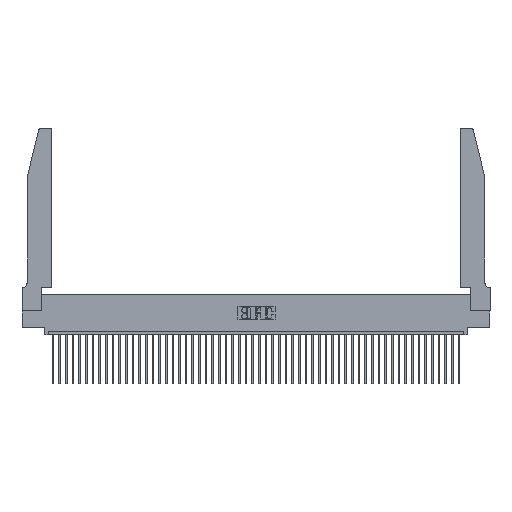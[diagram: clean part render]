
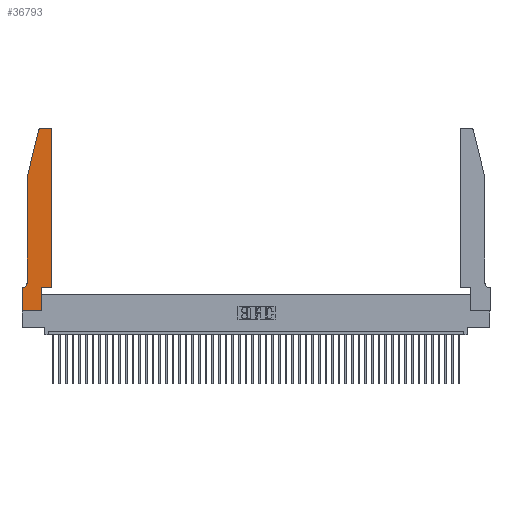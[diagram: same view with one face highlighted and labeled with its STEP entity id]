
A CAD part, top view. The second image highlights one B-rep face of the part: STEP entity #36793.
In plain terms, the highlighted planar face has unit normal (0, 0, 1).
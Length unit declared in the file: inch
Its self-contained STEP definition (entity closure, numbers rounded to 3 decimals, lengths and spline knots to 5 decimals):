
#633 = AXIS2_PLACEMENT_3D ( 'NONE', #42815, #27727, #31504 ) ;
#1066 = VERTEX_POINT ( 'NONE', #12309 ) ;
#1517 = VECTOR ( 'NONE', #17755, 39.37008 ) ;
#1888 = LINE ( 'NONE', #15735, #15987 ) ;
#3029 = DIRECTION ( 'NONE',  ( 0., 1., 0. ) ) ;
#3500 = CIRCLE ( 'NONE', #24295, 0.03 ) ;
#4034 = ORIENTED_EDGE ( 'NONE', *, *, #27011, .T. ) ;
#4322 = VECTOR ( 'NONE', #3029, 39.37008 ) ;
#5086 = DIRECTION ( 'NONE',  ( -0.239, -0.971, 0. ) ) ;
#5735 = PLANE ( 'NONE',  #29005 ) ;
#6986 = EDGE_CURVE ( 'NONE', #45474, #26575, #35913, .T. ) ;
#7075 = EDGE_CURVE ( 'NONE', #30629, #22598, #3500, .T. ) ;
#8195 = LINE ( 'NONE', #48440, #37159 ) ;
#8388 = DIRECTION ( 'NONE',  ( 1., 0., 0. ) ) ;
#8454 = DIRECTION ( 'NONE',  ( 0., 1., 0. ) ) ;
#8613 = CARTESIAN_POINT ( 'NONE',  ( 0.4505, 0.35, 0.37 ) ) ;
#9957 = EDGE_CURVE ( 'NONE', #36741, #30629, #37998, .T. ) ;
#10001 = DIRECTION ( 'NONE',  ( 0., 0., 1. ) ) ;
#10613 = LINE ( 'NONE', #29785, #12285 ) ;
#11120 = CARTESIAN_POINT ( 'NONE',  ( 0.284, 2.75, 0.37 ) ) ;
#11559 = AXIS2_PLACEMENT_3D ( 'NONE', #22817, #26926, #8388 ) ;
#11965 = CARTESIAN_POINT ( 'NONE',  ( 0.0755, 2., 0.37 ) ) ;
#12182 = CARTESIAN_POINT ( 'NONE',  ( 0.2605, 2.75, 0.37 ) ) ;
#12282 = DIRECTION ( 'NONE',  ( 1., 0., 0. ) ) ;
#12285 = VECTOR ( 'NONE', #14686, 39.37008 ) ;
#12309 = CARTESIAN_POINT ( 'NONE',  ( 0.25487, 2.72718, 0.37 ) ) ;
#12561 = EDGE_CURVE ( 'NONE', #26575, #24521, #10613, .T. ) ;
#13187 = ORIENTED_EDGE ( 'NONE', *, *, #6986, .T. ) ;
#13235 = CARTESIAN_POINT ( 'NONE',  ( 0.4205, 2.75, 0.37 ) ) ;
#13441 = DIRECTION ( 'NONE',  ( 0., 0., 1. ) ) ;
#13618 = CARTESIAN_POINT ( 'NONE',  ( 0., 0.35, 0.37 ) ) ;
#14686 = DIRECTION ( 'NONE',  ( -1., 0., 0. ) ) ;
#14833 = CARTESIAN_POINT ( 'NONE',  ( 0., 0., 0.37 ) ) ;
#14956 = CARTESIAN_POINT ( 'NONE',  ( 0.0755, 2., 0.37 ) ) ;
#15448 = VECTOR ( 'NONE', #34266, 39.37008 ) ;
#15735 = CARTESIAN_POINT ( 'NONE',  ( 0.4505, 0.35, 0.37 ) ) ;
#15882 = CARTESIAN_POINT ( 'NONE',  ( 0., 0., 0.37 ) ) ;
#15987 = VECTOR ( 'NONE', #12282, 39.37008 ) ;
#16196 = CARTESIAN_POINT ( 'NONE',  ( 0.4505, 0.35, 0.37 ) ) ;
#16711 = CARTESIAN_POINT ( 'NONE',  ( 0., 0.35, 0.37 ) ) ;
#17755 = DIRECTION ( 'NONE',  ( 1., 0., 0. ) ) ;
#18382 = DIRECTION ( 'NONE',  ( 0., -1., 0. ) ) ;
#18590 = LINE ( 'NONE', #14833, #1517 ) ;
#18911 = CIRCLE ( 'NONE', #11559, 0.03 ) ;
#19454 = LINE ( 'NONE', #11965, #36761 ) ;
#19588 = ORIENTED_EDGE ( 'NONE', *, *, #32769, .T. ) ;
#19625 = CARTESIAN_POINT ( 'NONE',  ( 0.2865, 0., 0.37 ) ) ;
#19987 = ORIENTED_EDGE ( 'NONE', *, *, #27730, .T. ) ;
#20409 = ORIENTED_EDGE ( 'NONE', *, *, #27863, .T. ) ;
#21396 = VERTEX_POINT ( 'NONE', #42316 ) ;
#21561 = EDGE_CURVE ( 'NONE', #24521, #23247, #8195, .T. ) ;
#22598 = VERTEX_POINT ( 'NONE', #13235 ) ;
#22817 = CARTESIAN_POINT ( 'NONE',  ( 0.284, 2.72, 0.37 ) ) ;
#22862 = CARTESIAN_POINT ( 'NONE',  ( 0.0755, 0.42, 0.37 ) ) ;
#22903 = VERTEX_POINT ( 'NONE', #29288 ) ;
#23088 = EDGE_CURVE ( 'NONE', #23247, #36587, #18590, .T. ) ;
#23247 = VERTEX_POINT ( 'NONE', #15882 ) ;
#24295 = AXIS2_PLACEMENT_3D ( 'NONE', #24729, #10001, #43476 ) ;
#24521 = VERTEX_POINT ( 'NONE', #16711 ) ;
#24729 = CARTESIAN_POINT ( 'NONE',  ( 0.4205, 2.72, 0.37 ) ) ;
#24803 = ORIENTED_EDGE ( 'NONE', *, *, #9957, .T. ) ;
#24832 = EDGE_LOOP ( 'NONE', ( #46943, #19588, #20409, #48615, #13187, #34922, #35044, #37379, #4034, #19987, #24803, #41604 ) ) ;
#26036 = LINE ( 'NONE', #12182, #15448 ) ;
#26575 = VERTEX_POINT ( 'NONE', #38748 ) ;
#26926 = DIRECTION ( 'NONE',  ( 0., 0., 1. ) ) ;
#27011 = EDGE_CURVE ( 'NONE', #36587, #21396, #44479, .T. ) ;
#27727 = DIRECTION ( 'NONE',  ( 0., 0., -1. ) ) ;
#27730 = EDGE_CURVE ( 'NONE', #21396, #36741, #1888, .T. ) ;
#27863 = EDGE_CURVE ( 'NONE', #1066, #22903, #19454, .T. ) ;
#28010 = FACE_OUTER_BOUND ( 'NONE', #24832, .T. ) ;
#29005 = AXIS2_PLACEMENT_3D ( 'NONE', #13618, #13441, #43472 ) ;
#29288 = CARTESIAN_POINT ( 'NONE',  ( 0.0755, 2., 0.37 ) ) ;
#29583 = DIRECTION ( 'NONE',  ( 0., -1., 0. ) ) ;
#29785 = CARTESIAN_POINT ( 'NONE',  ( 0.0755, 0.35, 0.37 ) ) ;
#30629 = VERTEX_POINT ( 'NONE', #38965 ) ;
#31504 = DIRECTION ( 'NONE',  ( -1., 0., 0. ) ) ;
#31743 = LINE ( 'NONE', #14956, #38897 ) ;
#32659 = VECTOR ( 'NONE', #8454, 39.37008 ) ;
#32769 = EDGE_CURVE ( 'NONE', #37122, #1066, #18911, .T. ) ;
#33158 = EDGE_CURVE ( 'NONE', #22598, #37122, #26036, .T. ) ;
#34266 = DIRECTION ( 'NONE',  ( -1., 0., 0. ) ) ;
#34678 = EDGE_CURVE ( 'NONE', #22903, #45474, #31743, .T. ) ;
#34922 = ORIENTED_EDGE ( 'NONE', *, *, #12561, .T. ) ;
#35044 = ORIENTED_EDGE ( 'NONE', *, *, #21561, .T. ) ;
#35913 = CIRCLE ( 'NONE', #633, 0.07 ) ;
#36587 = VERTEX_POINT ( 'NONE', #19625 ) ;
#36741 = VERTEX_POINT ( 'NONE', #16196 ) ;
#36761 = VECTOR ( 'NONE', #5086, 39.37008 ) ;
#36793 = ADVANCED_FACE ( 'NONE', ( #28010 ), #5735, .T. ) ;
#37122 = VERTEX_POINT ( 'NONE', #11120 ) ;
#37159 = VECTOR ( 'NONE', #29583, 39.37008 ) ;
#37379 = ORIENTED_EDGE ( 'NONE', *, *, #23088, .T. ) ;
#37998 = LINE ( 'NONE', #8613, #32659 ) ;
#38748 = CARTESIAN_POINT ( 'NONE',  ( 0.0055, 0.35, 0.37 ) ) ;
#38897 = VECTOR ( 'NONE', #18382, 39.37008 ) ;
#38965 = CARTESIAN_POINT ( 'NONE',  ( 0.4505, 2.72, 0.37 ) ) ;
#41604 = ORIENTED_EDGE ( 'NONE', *, *, #7075, .T. ) ;
#42316 = CARTESIAN_POINT ( 'NONE',  ( 0.2865, 0.35, 0.37 ) ) ;
#42815 = CARTESIAN_POINT ( 'NONE',  ( 0.0055, 0.42, 0.37 ) ) ;
#43472 = DIRECTION ( 'NONE',  ( 1., 0., 0. ) ) ;
#43476 = DIRECTION ( 'NONE',  ( 1., 0., 0. ) ) ;
#44479 = LINE ( 'NONE', #44725, #4322 ) ;
#44725 = CARTESIAN_POINT ( 'NONE',  ( 0.2865, 0.35, 0.37 ) ) ;
#45474 = VERTEX_POINT ( 'NONE', #22862 ) ;
#46943 = ORIENTED_EDGE ( 'NONE', *, *, #33158, .T. ) ;
#48440 = CARTESIAN_POINT ( 'NONE',  ( 0., 0., 0.37 ) ) ;
#48615 = ORIENTED_EDGE ( 'NONE', *, *, #34678, .T. ) ;
